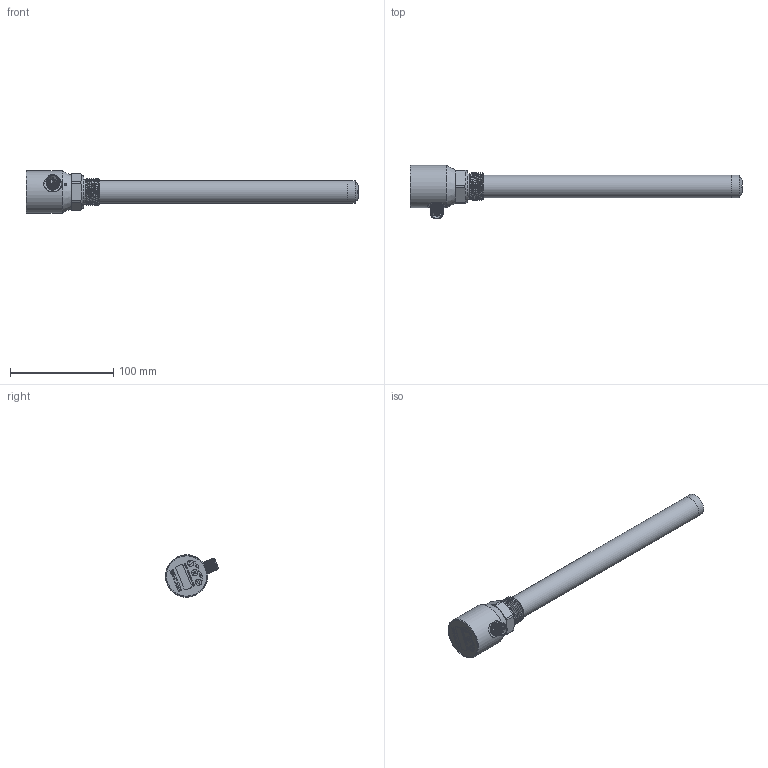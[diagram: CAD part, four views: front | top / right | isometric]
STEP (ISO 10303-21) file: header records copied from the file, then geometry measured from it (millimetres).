
FILE_DESCRIPTION(/* description */ (''),/* implementation_level */ '2;1');
FILE_NAME(/* name */ 'LS390-G34M-L250.stp',/* time_stamp */ '2023-03-21T16:19:57+08:00',/* author */ (''),/* organization */ (''),/* preprocessor_version */ 'ST-DEVELOPER v16',/* originating_system */ 'SIEMENS PLM Software NX 10.0',/* authorisation */ '');
FILE_SCHEMA (('CONFIG_CONTROL_DESIGN'));
Length unit declared in the file: millimetre
Products named in the file (1): LS390-G34M-L200
Bounding box: 321 x 51.42 x 40.96 mm (x, y, z)
Volume: 100826 mm3; surface area: 51515.6 mm2
Topology: 6 solids, 6 shells, 1048 faces, 2897 edges, 1917 vertices
Faces by surface type: plane 878, cylinder 111, sphere 21, bspline 20, cone 17, torus 1
Full cylindrical faces by diameter (mm): 2 x4, 2.5 x1, 15.5 x1, 18 x2, 19.1 x1, 19.5 x1, 22 x2, 23 x3, 24 x1, 26.1 x4, 29.3 x1, 31 x1, 39 x1, 41 x1
Entity records: 37048 total; most frequent: CARTESIAN_POINT 10563, ORIENTED_EDGE 5652, DIRECTION 5011, EDGE_CURVE 2826, LINE 2465, VECTOR 2465, VERTEX_POINT 1898, AXIS2_PLACEMENT_3D 1273
